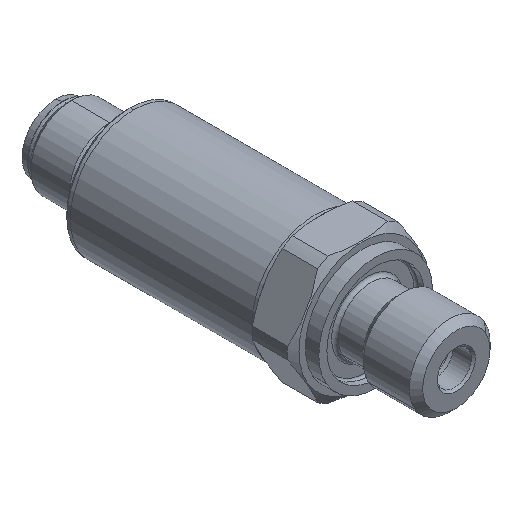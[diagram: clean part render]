
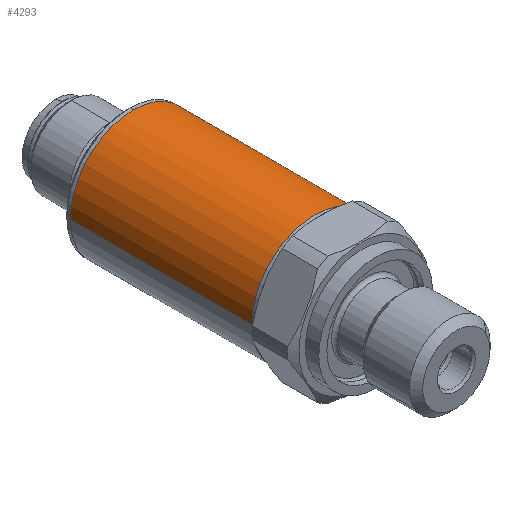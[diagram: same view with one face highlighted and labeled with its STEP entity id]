
A CAD part, isometric view. The second image highlights one B-rep face of the part: STEP entity #4293.
In plain terms, the highlighted cylindrical face has radius 9.4 mm (diameter 18.8 mm), a partial arc.
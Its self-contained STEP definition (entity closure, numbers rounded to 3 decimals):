
#18 = DIRECTION ( 'NONE',  ( 0., 0., -1. ) ) ;
#324 = DIRECTION ( 'NONE',  ( 0., 0., 1. ) ) ;
#938 = CARTESIAN_POINT ( 'NONE',  ( -9.4, 0., 0. ) ) ;
#1281 = CARTESIAN_POINT ( 'NONE',  ( 0., 0., 0. ) ) ;
#2053 = EDGE_CURVE ( 'NONE', #10517, #4087, #7519, .T. ) ;
#2457 = DIRECTION ( 'NONE',  ( 1., 0., 0. ) ) ;
#3250 = AXIS2_PLACEMENT_3D ( 'NONE', #7341, #324, #8578 ) ;
#3674 = VECTOR ( 'NONE', #4112, 1000. ) ;
#3858 = ORIENTED_EDGE ( 'NONE', *, *, #2053, .F. ) ;
#4087 = VERTEX_POINT ( 'NONE', #11324 ) ;
#4112 = DIRECTION ( 'NONE',  ( 0., 0., -1. ) ) ;
#4293 = ADVANCED_FACE ( 'NONE', ( #11846 ), #5125, .T. ) ;
#4724 = VERTEX_POINT ( 'NONE', #938 ) ;
#4754 = ORIENTED_EDGE ( 'NONE', *, *, #8714, .F. ) ;
#5104 = VECTOR ( 'NONE', #11472, 1000. ) ;
#5125 = CYLINDRICAL_SURFACE ( 'NONE', #11862, 9.4 ) ;
#5451 = CARTESIAN_POINT ( 'NONE',  ( -9.4, 0., 27. ) ) ;
#6700 = CIRCLE ( 'NONE', #7345, 9.4 ) ;
#6982 = EDGE_CURVE ( 'NONE', #4724, #4087, #6700, .T. ) ;
#7341 = CARTESIAN_POINT ( 'NONE',  ( 0., 0., 27. ) ) ;
#7345 = AXIS2_PLACEMENT_3D ( 'NONE', #1281, #9547, #2457 ) ;
#7484 = ORIENTED_EDGE ( 'NONE', *, *, #10425, .T. ) ;
#7519 = LINE ( 'NONE', #12471, #3674 ) ;
#8262 = CARTESIAN_POINT ( 'NONE',  ( 0., 0., 27. ) ) ;
#8578 = DIRECTION ( 'NONE',  ( 1., 0., 0. ) ) ;
#8714 = EDGE_CURVE ( 'NONE', #12750, #10517, #10763, .T. ) ;
#9547 = DIRECTION ( 'NONE',  ( 0., 0., 1. ) ) ;
#10425 = EDGE_CURVE ( 'NONE', #12750, #4724, #11448, .T. ) ;
#10517 = VERTEX_POINT ( 'NONE', #11568 ) ;
#10605 = EDGE_LOOP ( 'NONE', ( #3858, #4754, #7484, #14538 ) ) ;
#10637 = DIRECTION ( 'NONE',  ( -1., 0., 0. ) ) ;
#10763 = CIRCLE ( 'NONE', #3250, 9.4 ) ;
#11324 = CARTESIAN_POINT ( 'NONE',  ( 9.4, 0., 0. ) ) ;
#11448 = LINE ( 'NONE', #5451, #5104 ) ;
#11472 = DIRECTION ( 'NONE',  ( 0., 0., -1. ) ) ;
#11568 = CARTESIAN_POINT ( 'NONE',  ( 9.4, 0., 27. ) ) ;
#11846 = FACE_OUTER_BOUND ( 'NONE', #10605, .T. ) ;
#11862 = AXIS2_PLACEMENT_3D ( 'NONE', #8262, #18, #10637 ) ;
#12471 = CARTESIAN_POINT ( 'NONE',  ( 9.4, 0., 27. ) ) ;
#12750 = VERTEX_POINT ( 'NONE', #15153 ) ;
#14538 = ORIENTED_EDGE ( 'NONE', *, *, #6982, .T. ) ;
#15153 = CARTESIAN_POINT ( 'NONE',  ( -9.4, 0., 27. ) ) ;
